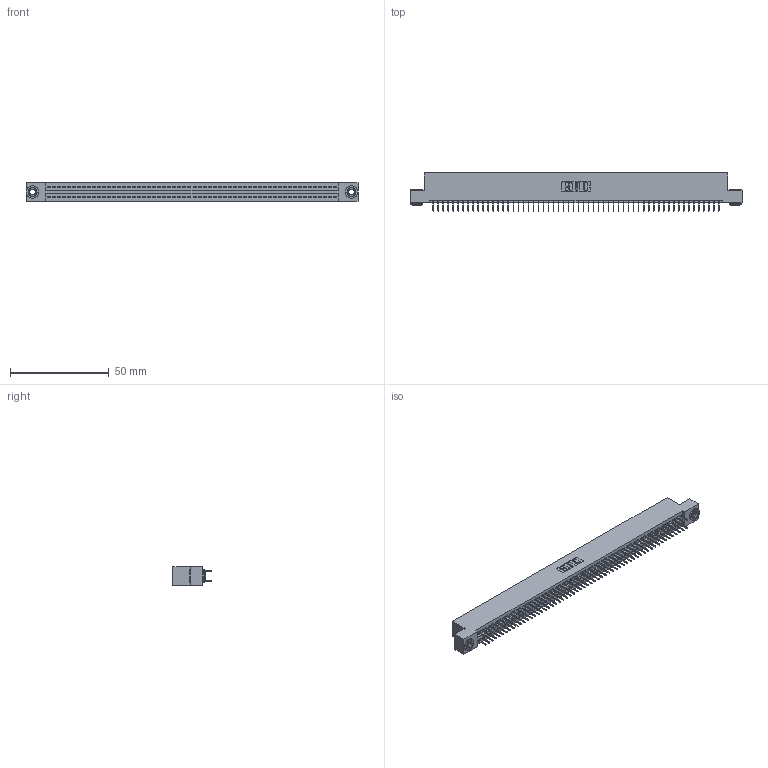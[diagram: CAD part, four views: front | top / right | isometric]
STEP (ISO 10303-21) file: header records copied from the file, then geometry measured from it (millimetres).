
FILE_DESCRIPTION (( 'STEP AP203' ), '1' );
FILE_NAME ('345-116-524-203.STEP', '2018-10-18T18:09:08', ( '' ), ( '' ), 'SwSTEP 2.0', 'SolidWorks 2016', '' );
FILE_SCHEMA (( 'CONFIG_CONTROL_DESIGN' ));
Length unit declared in the file: inch
Products named in the file (4): 345 Part_Flush Mounting Lugs - 0.156 Dia-TH; 345-116-524-203; 345-292-001_345-293-124; 345-250-002_345-250-002-102
Assembly tree (119 placements, depth 2):
  345-116-524-203
    345 Part_Flush Mounting Lugs - 0.156 Dia-TH
    345-292-001_345-293-124  x116
    345-250-002_345-250-002-102  x2
Bounding box: 168.53 x 19.35 x 9.4 mm (x, y, z)
Volume: 16363.4 mm3; surface area: 24239.3 mm2
Topology: 119 solids, 119 shells, 6428 faces, 18165 edges, 11642 vertices
Faces by surface type: plane 4614, cylinder 1806, cone 8
Entity records: 44078 total; most frequent: CARTESIAN_POINT 7347, ORIENTED_EDGE 7274, DIRECTION 6491, EDGE_CURVE 3637, VECTOR 3253, LINE 3253, VERTEX_POINT 2418, AXIS2_PLACEMENT_3D 1619
